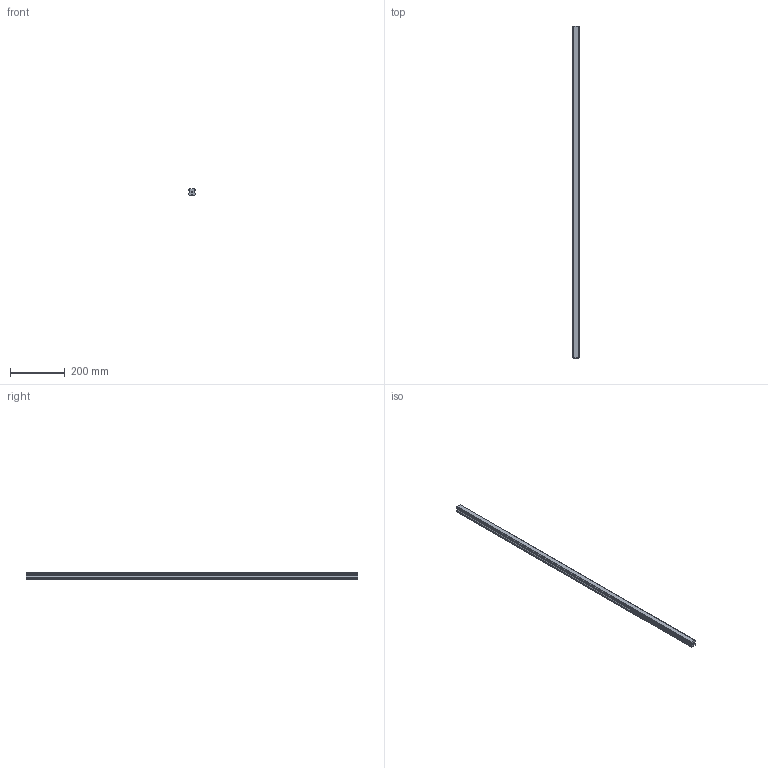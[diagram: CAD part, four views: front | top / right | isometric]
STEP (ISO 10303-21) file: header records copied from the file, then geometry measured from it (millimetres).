
FILE_DESCRIPTION(('STEP AP214'),'1');
FILE_NAME('cctmp_FE041D1F-4BD2-48DF-9258-CBDCF11AEA46_2021_01_25_14_36_29_0121..stp','2021-01-25T13:36:29',('HIWIN GmbH'),('CADClick - www.CADClick.com'),'Spatial InterOp 3D',' ','unknown authorization');
FILE_SCHEMA(('AUTOMOTIVE_DESIGN'));
Length unit declared in the file: millimetre
Products named in the file (1): HGR25T1210C_FILE
Bounding box: 23 x 1210 x 22 mm (x, y, z)
Volume: 523194.6 mm3; surface area: 115347.8 mm2
Topology: 1 solids, 1 shells, 251 faces, 755 edges, 470 vertices
Faces by surface type: plane 149, cylinder 62, cone 40
Entity records: 10285 total; most frequent: DIRECTION 1503, CARTESIAN_POINT 1437, ORIENTED_EDGE 1430, EDGE_CURVE 715, AXIS2_PLACEMENT_3D 536, VERTEX_POINT 470, LINE 431, VECTOR 431
